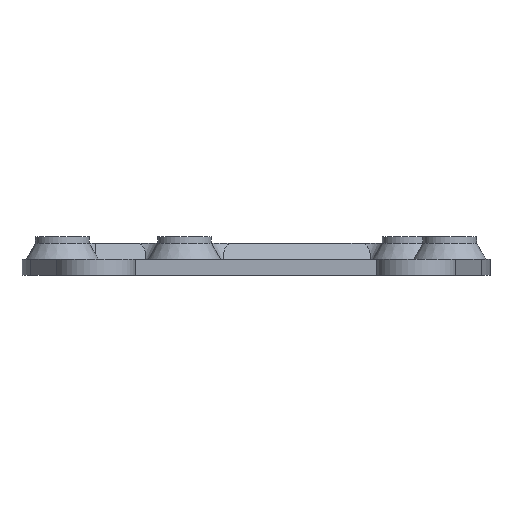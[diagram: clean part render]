
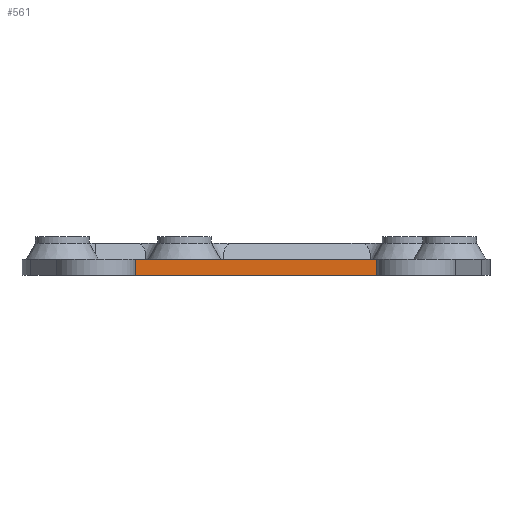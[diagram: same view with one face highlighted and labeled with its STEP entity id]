
A CAD part, left-side view. The second image highlights one B-rep face of the part: STEP entity #561.
In plain terms, the highlighted planar face has unit normal (-1, 0, 0).
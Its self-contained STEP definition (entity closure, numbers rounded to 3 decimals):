
#561=ADVANCED_FACE('',(#1442),#1444,.T.);
#1442=FACE_BOUND('',#1443,.T.);
#1443=EDGE_LOOP('',(#2755,#2756,#2757,#2758));
#1444=PLANE('',#1445);
#1445=AXIS2_PLACEMENT_3D('',#1446,#1447,#1448);
#1446=CARTESIAN_POINT('',(-22.861,15.13,0.));
#1447=DIRECTION('',(-1.,0.,0.));
#1448=DIRECTION('',(0.,-1.,0.));
#2755=ORIENTED_EDGE('',*,*,#3355,.T.);
#2756=ORIENTED_EDGE('',*,*,#3663,.T.);
#2757=ORIENTED_EDGE('',*,*,#3664,.F.);
#2758=ORIENTED_EDGE('',*,*,#3665,.F.);
#3355=EDGE_CURVE('',#3962,#3960,#3963,.T.);
#3663=EDGE_CURVE('',#3960,#4491,#4493,.T.);
#3664=EDGE_CURVE('',#4494,#4491,#4495,.T.);
#3665=EDGE_CURVE('',#3962,#4494,#4496,.T.);
#3960=VERTEX_POINT('',#5013);
#3962=VERTEX_POINT('',#5018);
#3963=LINE('',#5019,#5020);
#4491=VERTEX_POINT('',#6476);
#4493=LINE('',#6481,#6482);
#4494=VERTEX_POINT('',#6484);
#4495=LINE('',#6485,#6486);
#4496=LINE('',#6488,#6489);
#5013=CARTESIAN_POINT('',(-22.861,-15.13,0.));
#5018=CARTESIAN_POINT('',(-22.861,15.13,0.));
#5019=CARTESIAN_POINT('',(-22.861,15.13,0.));
#5020=VECTOR('',#5021,1.);
#5021=DIRECTION('',(0.,-1.,0.));
#6476=CARTESIAN_POINT('',(-22.861,-15.13,2.));
#6481=CARTESIAN_POINT('',(-22.861,-15.13,0.));
#6482=VECTOR('',#6483,1.);
#6483=DIRECTION('',(0.,0.,1.));
#6484=CARTESIAN_POINT('',(-22.861,15.13,2.));
#6485=CARTESIAN_POINT('',(-22.861,15.13,2.));
#6486=VECTOR('',#6487,1.);
#6487=DIRECTION('',(0.,-1.,0.));
#6488=CARTESIAN_POINT('',(-22.861,15.13,0.));
#6489=VECTOR('',#6490,1.);
#6490=DIRECTION('',(0.,0.,1.));
